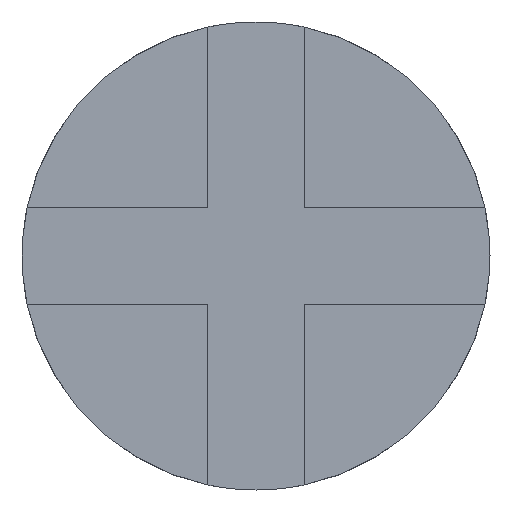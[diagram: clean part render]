
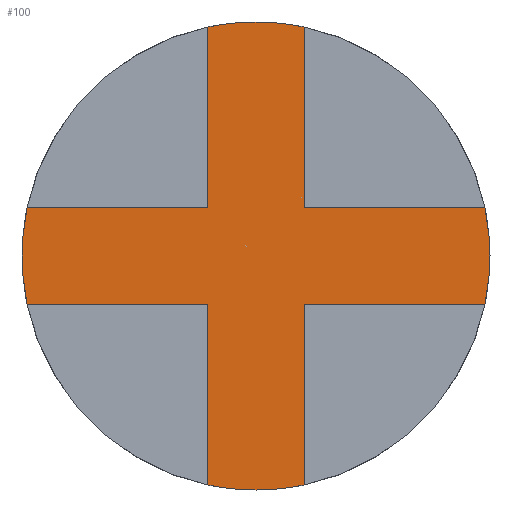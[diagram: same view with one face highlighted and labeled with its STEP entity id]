
A CAD part, front view. The second image highlights one B-rep face of the part: STEP entity #100.
In plain terms, the highlighted planar face has unit normal (0, -1, 0).
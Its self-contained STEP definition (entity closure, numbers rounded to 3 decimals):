
#41 = VERTEX_POINT ( 'NONE', #605 ) ;
#100 = ADVANCED_FACE ( 'NONE', ( #3251 ), #714, .T. ) ;
#190 = DIRECTION ( 'NONE',  ( 0., -1., 0. ) ) ;
#206 = LINE ( 'NONE', #1182, #6437 ) ;
#226 = CARTESIAN_POINT ( 'NONE',  ( 0., 2., -1.7 ) ) ;
#271 = ORIENTED_EDGE ( 'NONE', *, *, #2621, .T. ) ;
#300 = EDGE_CURVE ( 'NONE', #1459, #1211, #4394, .T. ) ;
#304 = CARTESIAN_POINT ( 'NONE',  ( -0.35, 2., 1.664 ) ) ;
#395 = LINE ( 'NONE', #3581, #3409 ) ;
#439 = CARTESIAN_POINT ( 'NONE',  ( 0., 2., 0. ) ) ;
#579 = LINE ( 'NONE', #5876, #5954 ) ;
#605 = CARTESIAN_POINT ( 'NONE',  ( 1.664, 2., -0.35 ) ) ;
#629 = AXIS2_PLACEMENT_3D ( 'NONE', #642, #2469, #2493 ) ;
#642 = CARTESIAN_POINT ( 'NONE',  ( 0., 2., 0. ) ) ;
#714 = PLANE ( 'NONE',  #6199 ) ;
#818 = ORIENTED_EDGE ( 'NONE', *, *, #1508, .F. ) ;
#909 = CIRCLE ( 'NONE', #7337, 1.7 ) ;
#938 = ORIENTED_EDGE ( 'NONE', *, *, #300, .T. ) ;
#1182 = CARTESIAN_POINT ( 'NONE',  ( 0., 2., 0.35 ) ) ;
#1211 = VERTEX_POINT ( 'NONE', #2565 ) ;
#1253 = DIRECTION ( 'NONE',  ( 0., -1., 0. ) ) ;
#1333 = DIRECTION ( 'NONE',  ( 0., 0., -1. ) ) ;
#1418 = CIRCLE ( 'NONE', #629, 1.7 ) ;
#1459 = VERTEX_POINT ( 'NONE', #7644 ) ;
#1508 = EDGE_CURVE ( 'NONE', #6468, #3063, #2846, .T. ) ;
#1509 = ORIENTED_EDGE ( 'NONE', *, *, #2171, .F. ) ;
#1526 = CARTESIAN_POINT ( 'NONE',  ( -0.35, 2., 0. ) ) ;
#1580 = DIRECTION ( 'NONE',  ( 0., 0., -1. ) ) ;
#1590 = CARTESIAN_POINT ( 'NONE',  ( 0., 2., -0.35 ) ) ;
#1615 = EDGE_CURVE ( 'NONE', #1982, #6945, #579, .T. ) ;
#1751 = CIRCLE ( 'NONE', #5494, 1.7 ) ;
#1808 = VECTOR ( 'NONE', #7588, 1000. ) ;
#1821 = CARTESIAN_POINT ( 'NONE',  ( -0.35, 2., 0.35 ) ) ;
#1982 = VERTEX_POINT ( 'NONE', #304 ) ;
#2138 = DIRECTION ( 'NONE',  ( 0., 0., -1. ) ) ;
#2171 = EDGE_CURVE ( 'NONE', #41, #2723, #2465, .T. ) ;
#2300 = DIRECTION ( 'NONE',  ( 0., 0., -1. ) ) ;
#2329 = EDGE_CURVE ( 'NONE', #6945, #5913, #206, .T. ) ;
#2383 = EDGE_CURVE ( 'NONE', #6302, #1211, #395, .T. ) ;
#2465 = LINE ( 'NONE', #1590, #1808 ) ;
#2469 = DIRECTION ( 'NONE',  ( 0., -1., 0. ) ) ;
#2493 = DIRECTION ( 'NONE',  ( 0., 0., -1. ) ) ;
#2565 = CARTESIAN_POINT ( 'NONE',  ( 0.35, 2., 0.35 ) ) ;
#2597 = CIRCLE ( 'NONE', #5598, 1.7 ) ;
#2621 = EDGE_CURVE ( 'NONE', #6468, #5354, #3777, .T. ) ;
#2717 = EDGE_CURVE ( 'NONE', #6302, #6485, #6699, .T. ) ;
#2723 = VERTEX_POINT ( 'NONE', #6973 ) ;
#2748 = VECTOR ( 'NONE', #7619, 1000. ) ;
#2765 = DIRECTION ( 'NONE',  ( -1., 0., 0. ) ) ;
#2846 = LINE ( 'NONE', #4663, #2748 ) ;
#2955 = EDGE_CURVE ( 'NONE', #2723, #5080, #3404, .T. ) ;
#3053 = EDGE_CURVE ( 'NONE', #5354, #3172, #1418, .T. ) ;
#3063 = VERTEX_POINT ( 'NONE', #4854 ) ;
#3121 = CARTESIAN_POINT ( 'NONE',  ( 0., 2., 0. ) ) ;
#3172 = VERTEX_POINT ( 'NONE', #226 ) ;
#3230 = CARTESIAN_POINT ( 'NONE',  ( 0., 2., 0. ) ) ;
#3251 = FACE_OUTER_BOUND ( 'NONE', #4885, .T. ) ;
#3404 = LINE ( 'NONE', #7762, #6133 ) ;
#3409 = VECTOR ( 'NONE', #5385, 1000. ) ;
#3421 = CARTESIAN_POINT ( 'NONE',  ( 0., 2., 0. ) ) ;
#3581 = CARTESIAN_POINT ( 'NONE',  ( 0.35, 2., 0. ) ) ;
#3777 = LINE ( 'NONE', #1526, #5946 ) ;
#3798 = CARTESIAN_POINT ( 'NONE',  ( 0., 2., 0. ) ) ;
#4035 = ORIENTED_EDGE ( 'NONE', *, *, #7537, .T. ) ;
#4184 = DIRECTION ( 'NONE',  ( -1., 0., 0. ) ) ;
#4329 = ORIENTED_EDGE ( 'NONE', *, *, #1615, .T. ) ;
#4394 = LINE ( 'NONE', #6978, #4857 ) ;
#4400 = ORIENTED_EDGE ( 'NONE', *, *, #2329, .T. ) ;
#4453 = CARTESIAN_POINT ( 'NONE',  ( -1.664, 2., 0.35 ) ) ;
#4484 = CARTESIAN_POINT ( 'NONE',  ( 0.35, 2., 1.664 ) ) ;
#4663 = CARTESIAN_POINT ( 'NONE',  ( 0., 2., -0.35 ) ) ;
#4667 = AXIS2_PLACEMENT_3D ( 'NONE', #3421, #5220, #1580 ) ;
#4721 = ORIENTED_EDGE ( 'NONE', *, *, #2955, .F. ) ;
#4742 = DIRECTION ( 'NONE',  ( 0., 0., -1. ) ) ;
#4854 = CARTESIAN_POINT ( 'NONE',  ( -1.664, 2., -0.35 ) ) ;
#4857 = VECTOR ( 'NONE', #2765, 1000. ) ;
#4885 = EDGE_LOOP ( 'NONE', ( #4329, #4400, #4035, #818, #271, #6085, #5927, #4721, #1509, #6385, #938, #5349, #7127, #7138 ) ) ;
#4930 = DIRECTION ( 'NONE',  ( 0., 0., -1. ) ) ;
#5011 = DIRECTION ( 'NONE',  ( 0., -1., 0. ) ) ;
#5080 = VERTEX_POINT ( 'NONE', #7398 ) ;
#5220 = DIRECTION ( 'NONE',  ( 0., -1., 0. ) ) ;
#5244 = DIRECTION ( 'NONE',  ( 0., -1., 0. ) ) ;
#5254 = CARTESIAN_POINT ( 'NONE',  ( -0.35, 2., -0.35 ) ) ;
#5349 = ORIENTED_EDGE ( 'NONE', *, *, #2383, .F. ) ;
#5352 = CIRCLE ( 'NONE', #5895, 1.7 ) ;
#5354 = VERTEX_POINT ( 'NONE', #5661 ) ;
#5355 = DIRECTION ( 'NONE',  ( 0., -1., 0. ) ) ;
#5385 = DIRECTION ( 'NONE',  ( 0., 0., -1. ) ) ;
#5494 = AXIS2_PLACEMENT_3D ( 'NONE', #439, #5244, #5866 ) ;
#5598 = AXIS2_PLACEMENT_3D ( 'NONE', #6616, #5355, #4742 ) ;
#5661 = CARTESIAN_POINT ( 'NONE',  ( -0.35, 2., -1.664 ) ) ;
#5866 = DIRECTION ( 'NONE',  ( 0., 0., -1. ) ) ;
#5876 = CARTESIAN_POINT ( 'NONE',  ( -0.35, 2., 0. ) ) ;
#5895 = AXIS2_PLACEMENT_3D ( 'NONE', #3230, #5011, #6818 ) ;
#5913 = VERTEX_POINT ( 'NONE', #4453 ) ;
#5927 = ORIENTED_EDGE ( 'NONE', *, *, #6748, .T. ) ;
#5946 = VECTOR ( 'NONE', #2138, 1000. ) ;
#5954 = VECTOR ( 'NONE', #7748, 1000. ) ;
#5994 = EDGE_CURVE ( 'NONE', #41, #1459, #5352, .T. ) ;
#6085 = ORIENTED_EDGE ( 'NONE', *, *, #3053, .T. ) ;
#6133 = VECTOR ( 'NONE', #2300, 1000. ) ;
#6199 = AXIS2_PLACEMENT_3D ( 'NONE', #3798, #190, #4930 ) ;
#6302 = VERTEX_POINT ( 'NONE', #4484 ) ;
#6385 = ORIENTED_EDGE ( 'NONE', *, *, #5994, .T. ) ;
#6437 = VECTOR ( 'NONE', #4184, 1000. ) ;
#6468 = VERTEX_POINT ( 'NONE', #5254 ) ;
#6485 = VERTEX_POINT ( 'NONE', #7080 ) ;
#6616 = CARTESIAN_POINT ( 'NONE',  ( 0., 2., 0. ) ) ;
#6699 = CIRCLE ( 'NONE', #4667, 1.7 ) ;
#6748 = EDGE_CURVE ( 'NONE', #3172, #5080, #2597, .T. ) ;
#6818 = DIRECTION ( 'NONE',  ( 0., 0., -1. ) ) ;
#6853 = EDGE_CURVE ( 'NONE', #6485, #1982, #909, .T. ) ;
#6945 = VERTEX_POINT ( 'NONE', #1821 ) ;
#6973 = CARTESIAN_POINT ( 'NONE',  ( 0.35, 2., -0.35 ) ) ;
#6978 = CARTESIAN_POINT ( 'NONE',  ( 0., 2., 0.35 ) ) ;
#7080 = CARTESIAN_POINT ( 'NONE',  ( 0., 2., 1.7 ) ) ;
#7127 = ORIENTED_EDGE ( 'NONE', *, *, #2717, .T. ) ;
#7138 = ORIENTED_EDGE ( 'NONE', *, *, #6853, .T. ) ;
#7337 = AXIS2_PLACEMENT_3D ( 'NONE', #3121, #1253, #1333 ) ;
#7398 = CARTESIAN_POINT ( 'NONE',  ( 0.35, 2., -1.664 ) ) ;
#7537 = EDGE_CURVE ( 'NONE', #5913, #3063, #1751, .T. ) ;
#7588 = DIRECTION ( 'NONE',  ( -1., 0., 0. ) ) ;
#7619 = DIRECTION ( 'NONE',  ( -1., 0., 0. ) ) ;
#7644 = CARTESIAN_POINT ( 'NONE',  ( 1.664, 2., 0.35 ) ) ;
#7748 = DIRECTION ( 'NONE',  ( 0., 0., -1. ) ) ;
#7762 = CARTESIAN_POINT ( 'NONE',  ( 0.35, 2., 0. ) ) ;
